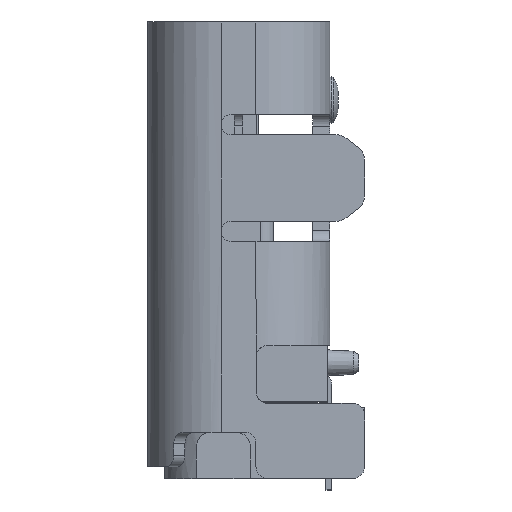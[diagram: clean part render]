
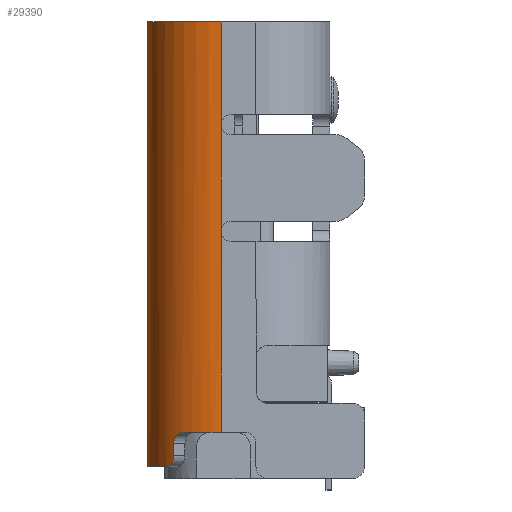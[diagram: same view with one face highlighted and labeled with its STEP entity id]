
A CAD part, left-side view. The second image highlights one B-rep face of the part: STEP entity #29390.
In plain terms, the highlighted cylindrical face has radius 1.28 mm (diameter 2.56 mm), a partial arc.
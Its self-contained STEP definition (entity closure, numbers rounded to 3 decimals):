
#279 = CARTESIAN_POINT ( 'NONE',  ( -4.03, 1.266, -7.7 ) ) ;
#770 = CARTESIAN_POINT ( 'NONE',  ( -4.171, 1.123, -7.3 ) ) ;
#1034 = CARTESIAN_POINT ( 'NONE',  ( -3.19, 0.3, -7.1 ) ) ;
#1071 = DIRECTION ( 'NONE',  ( 1., 0., 0. ) ) ;
#1255 = CARTESIAN_POINT ( 'NONE',  ( -4.107, 1.194, -7.679 ) ) ;
#1300 = DIRECTION ( 'NONE',  ( 0., 0., 1. ) ) ;
#1649 = EDGE_CURVE ( 'NONE', #13517, #24450, #7417, .T. ) ;
#1653 = VECTOR ( 'NONE', #26905, 1000. ) ;
#2190 = ORIENTED_EDGE ( 'NONE', *, *, #19912, .T. ) ;
#2315 = AXIS2_PLACEMENT_3D ( 'NONE', #35733, #20128, #32374 ) ;
#2609 = EDGE_CURVE ( 'NONE', #22198, #12312, #19339, .T. ) ;
#2784 = EDGE_CURVE ( 'NONE', #12312, #15940, #9353, .T. ) ;
#3649 = CARTESIAN_POINT ( 'NONE',  ( -4.47, 0.3, 0. ) ) ;
#3937 = DIRECTION ( 'NONE',  ( 1., 0., 0. ) ) ;
#4134 = CARTESIAN_POINT ( 'NONE',  ( -4.171, 1.123, -7.553 ) ) ;
#4463 = VERTEX_POINT ( 'NONE', #5418 ) ;
#4669 = CARTESIAN_POINT ( 'NONE',  ( -4.26, 1.005, -7.1 ) ) ;
#5418 = CARTESIAN_POINT ( 'NONE',  ( -4.171, 1.123, -7.5 ) ) ;
#5466 = AXIS2_PLACEMENT_3D ( 'NONE', #36494, #1300, #33205 ) ;
#6846 = DIRECTION ( 'NONE',  ( 1., 0., 0. ) ) ;
#7417 = B_SPLINE_CURVE_WITH_KNOTS ( 'NONE', 3,
 ( #17462, #16119, #14963, #12129, #4669, #7442 ),
 .UNSPECIFIED., .F., .F.,
 ( 4, 2, 4 ),
 ( 0., 0., 0. ),
 .UNSPECIFIED. ) ;
#7442 = CARTESIAN_POINT ( 'NONE',  ( -4.287, 0.959, -7.1 ) ) ;
#8303 = AXIS2_PLACEMENT_3D ( 'NONE', #1034, #21252, #3937 ) ;
#8803 = LINE ( 'NONE', #16070, #24247 ) ;
#8987 = ORIENTED_EDGE ( 'NONE', *, *, #1649, .T. ) ;
#9028 = VERTEX_POINT ( 'NONE', #19520 ) ;
#9353 = CIRCLE ( 'NONE', #5466, 1.28 ) ;
#9809 = CARTESIAN_POINT ( 'NONE',  ( -4.07, 1.231, -7.7 ) ) ;
#9990 = FACE_OUTER_BOUND ( 'NONE', #17922, .T. ) ;
#10445 = CARTESIAN_POINT ( 'NONE',  ( -4.47, 0.3, -7.9 ) ) ;
#10865 = VECTOR ( 'NONE', #35311, 1000. ) ;
#12129 = CARTESIAN_POINT ( 'NONE',  ( -4.23, 1.047, -7.121 ) ) ;
#12312 = VERTEX_POINT ( 'NONE', #20964 ) ;
#12482 = CARTESIAN_POINT ( 'NONE',  ( -4.457, 0.48, -7.1 ) ) ;
#12662 = CARTESIAN_POINT ( 'NONE',  ( -3.19, 0.3, -7.9 ) ) ;
#13140 = ORIENTED_EDGE ( 'NONE', *, *, #34995, .F. ) ;
#13373 = DIRECTION ( 'NONE',  ( 0., 0., 1. ) ) ;
#13436 = VERTEX_POINT ( 'NONE', #279 ) ;
#13517 = VERTEX_POINT ( 'NONE', #770 ) ;
#13863 = ORIENTED_EDGE ( 'NONE', *, *, #2609, .T. ) ;
#14124 = EDGE_CURVE ( 'NONE', #9028, #23552, #33028, .T. ) ;
#14466 = VECTOR ( 'NONE', #24402, 1000. ) ;
#14963 = CARTESIAN_POINT ( 'NONE',  ( -4.185, 1.106, -7.195 ) ) ;
#15279 = CIRCLE ( 'NONE', #15948, 1.28 ) ;
#15893 = CARTESIAN_POINT ( 'NONE',  ( -4.47, 0.3, -7.1 ) ) ;
#15940 = VERTEX_POINT ( 'NONE', #15893 ) ;
#15948 = AXIS2_PLACEMENT_3D ( 'NONE', #16454, #36650, #19364 ) ;
#16070 = CARTESIAN_POINT ( 'NONE',  ( -4.47, 0.3, -7.9 ) ) ;
#16119 = CARTESIAN_POINT ( 'NONE',  ( -4.171, 1.123, -7.247 ) ) ;
#16419 = ORIENTED_EDGE ( 'NONE', *, *, #34339, .F. ) ;
#16454 = CARTESIAN_POINT ( 'NONE',  ( -3.19, 0.3, 0. ) ) ;
#17180 = VERTEX_POINT ( 'NONE', #3649 ) ;
#17462 = CARTESIAN_POINT ( 'NONE',  ( -4.171, 1.123, -7.3 ) ) ;
#17922 = EDGE_LOOP ( 'NONE', ( #13140, #35798, #16419, #8987, #2190, #13863, #26602, #35338, #29132, #22101, #28011, #32470 ) ) ;
#18371 = DIRECTION ( 'NONE',  ( 0., 0., -1. ) ) ;
#18840 = DIRECTION ( 'NONE',  ( 0., 0., 1. ) ) ;
#18994 = EDGE_CURVE ( 'NONE', #33403, #17180, #25577, .T. ) ;
#19132 = VERTEX_POINT ( 'NONE', #22613 ) ;
#19339 = CIRCLE ( 'NONE', #2315, 1.28 ) ;
#19364 = DIRECTION ( 'NONE',  ( 1., 0., 0. ) ) ;
#19520 = CARTESIAN_POINT ( 'NONE',  ( -3.19, 1.58, -7.7 ) ) ;
#19912 = EDGE_CURVE ( 'NONE', #24450, #22198, #35857, .T. ) ;
#20128 = DIRECTION ( 'NONE',  ( 0., 0., 1. ) ) ;
#20964 = CARTESIAN_POINT ( 'NONE',  ( -4.465, 0.413, -7.1 ) ) ;
#21252 = DIRECTION ( 'NONE',  ( 0., 0., 1. ) ) ;
#21469 = CARTESIAN_POINT ( 'NONE',  ( -4.157, 1.14, -7.605 ) ) ;
#21487 = CARTESIAN_POINT ( 'NONE',  ( -4.47, 0.3, -7.9 ) ) ;
#22101 = ORIENTED_EDGE ( 'NONE', *, *, #18994, .T. ) ;
#22147 = CARTESIAN_POINT ( 'NONE',  ( -4.287, 0.959, -7.1 ) ) ;
#22198 = VERTEX_POINT ( 'NONE', #12482 ) ;
#22246 = EDGE_CURVE ( 'NONE', #13436, #4463, #36634, .T. ) ;
#22613 = CARTESIAN_POINT ( 'NONE',  ( -4.47, 0.3, -3.625 ) ) ;
#23067 = LINE ( 'NONE', #21487, #14466 ) ;
#23365 = AXIS2_PLACEMENT_3D ( 'NONE', #35643, #18371, #1071 ) ;
#23552 = VERTEX_POINT ( 'NONE', #25614 ) ;
#23621 = CYLINDRICAL_SURFACE ( 'NONE', #29694, 1.28 ) ;
#24009 = CARTESIAN_POINT ( 'NONE',  ( -4.171, 1.123, -7.1 ) ) ;
#24247 = VECTOR ( 'NONE', #18840, 1000. ) ;
#24330 = DIRECTION ( 'NONE',  ( 0., 0., 1. ) ) ;
#24381 = CARTESIAN_POINT ( 'NONE',  ( -4.171, 1.123, -7.5 ) ) ;
#24402 = DIRECTION ( 'NONE',  ( 0., 0., 1. ) ) ;
#24450 = VERTEX_POINT ( 'NONE', #22147 ) ;
#25577 = LINE ( 'NONE', #10445, #32342 ) ;
#25614 = CARTESIAN_POINT ( 'NONE',  ( -3.19, 1.58, 0. ) ) ;
#26602 = ORIENTED_EDGE ( 'NONE', *, *, #2784, .T. ) ;
#26905 = DIRECTION ( 'NONE',  ( 0., 0., -1. ) ) ;
#28011 = ORIENTED_EDGE ( 'NONE', *, *, #37017, .F. ) ;
#29132 = ORIENTED_EDGE ( 'NONE', *, *, #31247, .T. ) ;
#29390 = ADVANCED_FACE ( 'NONE', ( #9990 ), #23621, .T. ) ;
#29694 = AXIS2_PLACEMENT_3D ( 'NONE', #12662, #24330, #6846 ) ;
#29996 = EDGE_CURVE ( 'NONE', #15940, #19132, #23067, .T. ) ;
#30093 = CARTESIAN_POINT ( 'NONE',  ( -4.03, 1.266, -7.7 ) ) ;
#31247 = EDGE_CURVE ( 'NONE', #19132, #33403, #8803, .T. ) ;
#32342 = VECTOR ( 'NONE', #13373, 1000. ) ;
#32374 = DIRECTION ( 'NONE',  ( 0., 1., 0. ) ) ;
#32378 = LINE ( 'NONE', #24009, #1653 ) ;
#32447 = CARTESIAN_POINT ( 'NONE',  ( -3.19, 1.58, -7.9 ) ) ;
#32470 = ORIENTED_EDGE ( 'NONE', *, *, #14124, .F. ) ;
#33028 = LINE ( 'NONE', #32447, #10865 ) ;
#33205 = DIRECTION ( 'NONE',  ( 1., 0., 0. ) ) ;
#33392 = CARTESIAN_POINT ( 'NONE',  ( -4.47, 0.3, -1.775 ) ) ;
#33403 = VERTEX_POINT ( 'NONE', #33392 ) ;
#33641 = CIRCLE ( 'NONE', #23365, 1.28 ) ;
#34339 = EDGE_CURVE ( 'NONE', #13517, #4463, #32378, .T. ) ;
#34995 = EDGE_CURVE ( 'NONE', #13436, #9028, #33641, .T. ) ;
#35311 = DIRECTION ( 'NONE',  ( 0., 0., 1. ) ) ;
#35338 = ORIENTED_EDGE ( 'NONE', *, *, #29996, .T. ) ;
#35643 = CARTESIAN_POINT ( 'NONE',  ( -3.19, 0.3, -7.7 ) ) ;
#35733 = CARTESIAN_POINT ( 'NONE',  ( -3.19, 0.3, -7.1 ) ) ;
#35798 = ORIENTED_EDGE ( 'NONE', *, *, #22246, .T. ) ;
#35857 = CIRCLE ( 'NONE', #8303, 1.28 ) ;
#36494 = CARTESIAN_POINT ( 'NONE',  ( -3.19, 0.3, -7.1 ) ) ;
#36634 = B_SPLINE_CURVE_WITH_KNOTS ( 'NONE', 3,
 ( #30093, #9809, #1255, #21469, #4134, #24381 ),
 .UNSPECIFIED., .F., .F.,
 ( 4, 2, 4 ),
 ( 0., 0., 0. ),
 .UNSPECIFIED. ) ;
#36650 = DIRECTION ( 'NONE',  ( 0., 0., 1. ) ) ;
#37017 = EDGE_CURVE ( 'NONE', #23552, #17180, #15279, .T. ) ;
